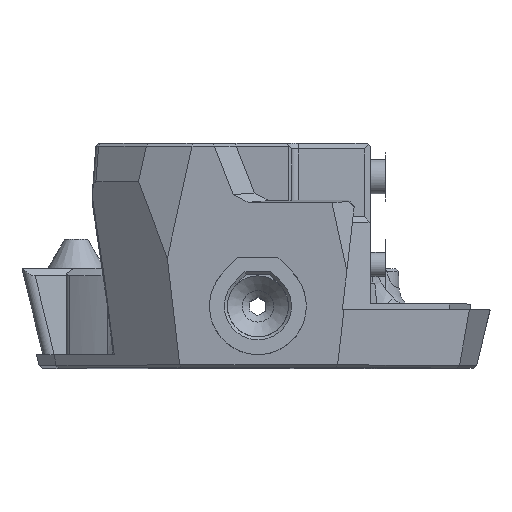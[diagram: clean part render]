
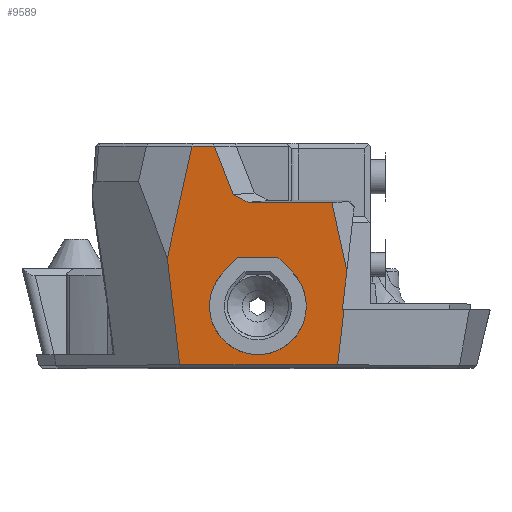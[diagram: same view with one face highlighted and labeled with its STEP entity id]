
A CAD part, top view. The second image highlights one B-rep face of the part: STEP entity #9589.
In plain terms, the highlighted planar face has unit normal (0, -0.087, 0.996).
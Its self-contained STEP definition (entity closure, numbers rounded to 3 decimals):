
#237=ELLIPSE('',#10105,6.624,6.599);
#377=FACE_BOUND('',#1590,.T.);
#572=PLANE('',#10298);
#1016=FACE_OUTER_BOUND('',#1589,.T.);
#1589=EDGE_LOOP('',(#7866,#7867,#7868,#7869,#7870,#7871,#7872,#7873,#7874,
#7875,#7876,#7877));
#1590=EDGE_LOOP('',(#7878,#7879,#7880,#7881));
#2180=LINE('',#14909,#3129);
#2183=LINE('',#14915,#3132);
#2186=LINE('',#14920,#3135);
#2409=LINE('',#16546,#3358);
#2412=LINE('',#16551,#3361);
#2413=LINE('',#16554,#3362);
#2415=LINE('',#16558,#3364);
#2417=LINE('',#16562,#3366);
#2419=LINE('',#16566,#3368);
#2421=LINE('',#16570,#3370);
#2423=LINE('',#16574,#3372);
#2425=LINE('',#16578,#3374);
#2429=LINE('',#16585,#3378);
#2430=LINE('',#16587,#3379);
#2431=LINE('',#16589,#3380);
#3129=VECTOR('',#11495,10.);
#3132=VECTOR('',#11500,10.);
#3135=VECTOR('',#11505,10.);
#3358=VECTOR('',#12084,10.);
#3361=VECTOR('',#12089,10.);
#3362=VECTOR('',#12092,10.);
#3364=VECTOR('',#12096,10.);
#3366=VECTOR('',#12100,10.);
#3368=VECTOR('',#12104,10.);
#3370=VECTOR('',#12108,10.);
#3372=VECTOR('',#12112,10.);
#3374=VECTOR('',#12116,10.);
#3378=VECTOR('',#12122,10.);
#3379=VECTOR('',#12125,10.);
#3380=VECTOR('',#12128,10.);
#4397=VERTEX_POINT('',#14900);
#4398=VERTEX_POINT('',#14902);
#4400=VERTEX_POINT('',#14908);
#4402=VERTEX_POINT('',#14914);
#4613=VERTEX_POINT('',#16543);
#4614=VERTEX_POINT('',#16545);
#4615=VERTEX_POINT('',#16549);
#4616=VERTEX_POINT('',#16553);
#4617=VERTEX_POINT('',#16557);
#4618=VERTEX_POINT('',#16561);
#4619=VERTEX_POINT('',#16565);
#4620=VERTEX_POINT('',#16569);
#4621=VERTEX_POINT('',#16573);
#4622=VERTEX_POINT('',#16577);
#4623=VERTEX_POINT('',#16581);
#4624=VERTEX_POINT('',#16583);
#5436=EDGE_CURVE('',#4398,#4397,#237,.T.);
#5439=EDGE_CURVE('',#4397,#4400,#2180,.T.);
#5442=EDGE_CURVE('',#4400,#4402,#2183,.T.);
#5445=EDGE_CURVE('',#4402,#4398,#2186,.T.);
#5779=EDGE_CURVE('',#4613,#4614,#2409,.T.);
#5782=EDGE_CURVE('',#4615,#4614,#2412,.F.);
#5783=EDGE_CURVE('',#4615,#4616,#2413,.T.);
#5785=EDGE_CURVE('',#4616,#4617,#2415,.T.);
#5787=EDGE_CURVE('',#4618,#4617,#2417,.F.);
#5789=EDGE_CURVE('',#4619,#4618,#2419,.T.);
#5791=EDGE_CURVE('',#4620,#4619,#2421,.F.);
#5793=EDGE_CURVE('',#4620,#4621,#2423,.T.);
#5795=EDGE_CURVE('',#4621,#4622,#2425,.T.);
#5799=EDGE_CURVE('',#4623,#4624,#2429,.T.);
#5800=EDGE_CURVE('',#4613,#4623,#2430,.T.);
#5801=EDGE_CURVE('',#4624,#4622,#2431,.F.);
#7866=ORIENTED_EDGE('',*,*,#5800,.T.);
#7867=ORIENTED_EDGE('',*,*,#5799,.T.);
#7868=ORIENTED_EDGE('',*,*,#5801,.T.);
#7869=ORIENTED_EDGE('',*,*,#5795,.F.);
#7870=ORIENTED_EDGE('',*,*,#5793,.F.);
#7871=ORIENTED_EDGE('',*,*,#5791,.T.);
#7872=ORIENTED_EDGE('',*,*,#5789,.T.);
#7873=ORIENTED_EDGE('',*,*,#5787,.T.);
#7874=ORIENTED_EDGE('',*,*,#5785,.F.);
#7875=ORIENTED_EDGE('',*,*,#5783,.F.);
#7876=ORIENTED_EDGE('',*,*,#5782,.T.);
#7877=ORIENTED_EDGE('',*,*,#5779,.F.);
#7878=ORIENTED_EDGE('',*,*,#5436,.T.);
#7879=ORIENTED_EDGE('',*,*,#5439,.T.);
#7880=ORIENTED_EDGE('',*,*,#5442,.T.);
#7881=ORIENTED_EDGE('',*,*,#5445,.T.);
#9589=ADVANCED_FACE('',(#1016,#377),#572,.T.);
#10105=AXIS2_PLACEMENT_3D('',#14903,#11488,#11489);
#10298=AXIS2_PLACEMENT_3D('',#16588,#12126,#12127);
#11488=DIRECTION('center_axis',(0.,0.087,
-0.996));
#11489=DIRECTION('ref_axis',(0.,-0.996,-0.087));
#11495=DIRECTION('',(0.706,0.706,0.062));
#11500=DIRECTION('',(1.,0.,0.));
#11505=DIRECTION('',(0.706,-0.706,-0.062));
#12084=DIRECTION('',(-0.114,0.99,0.087));
#12089=DIRECTION('',(0.214,0.973,0.085));
#12092=DIRECTION('',(0.955,0.296,0.026));
#12096=DIRECTION('',(1.,0.,0.));
#12100=DIRECTION('',(0.36,-0.929,-0.081));
#12104=DIRECTION('',(-0.888,0.459,0.04));
#12108=DIRECTION('',(1.,0.,0.));
#12112=DIRECTION('',(0.214,-0.973,-0.085));
#12116=DIRECTION('',(-0.114,-0.99,-0.087));
#12122=DIRECTION('',(0.114,0.99,0.087));
#12125=DIRECTION('',(1.,0.,0.));
#12126=DIRECTION('center_axis',(0.,-0.087,
0.996));
#12127=DIRECTION('ref_axis',(1.,0.,0.));
#12128=DIRECTION('',(1.,0.,0.));
#14900=CARTESIAN_POINT('',(-4.666,4.866,130.302));
#14902=CARTESIAN_POINT('',(4.666,4.866,130.302));
#14903=CARTESIAN_POINT('Origin',(0.,0.2,
129.893));
#14908=CARTESIAN_POINT('',(-2.733,6.798,130.471));
#14909=CARTESIAN_POINT('',(-3.711,5.821,130.385));
#14914=CARTESIAN_POINT('',(2.733,6.798,130.471));
#14915=CARTESIAN_POINT('',(1.282,6.798,130.471));
#14920=CARTESIAN_POINT('',(4.59,4.942,130.308));
#16543=CARTESIAN_POINT('',(-10.664,-7.802,129.193));
#16545=CARTESIAN_POINT('',(-12.342,6.743,130.466));
#16546=CARTESIAN_POINT('',(-11.444,-1.046,129.784));
#16549=CARTESIAN_POINT('',(-8.989,22.,131.801));
#16551=CARTESIAN_POINT('',(-11.395,11.053,130.843));
#16553=CARTESIAN_POINT('',(-8.984,22.002,131.801));
#16554=CARTESIAN_POINT('',(-12.684,20.853,131.7));
#16557=CARTESIAN_POINT('',(-5.926,22.002,131.801));
#16558=CARTESIAN_POINT('',(-3.588,22.002,131.801));
#16561=CARTESIAN_POINT('',(-3.369,15.407,131.224));
#16562=CARTESIAN_POINT('',(-0.215,7.273,130.512));
#16565=CARTESIAN_POINT('',(-1.34,14.359,131.132));
#16566=CARTESIAN_POINT('',(6.918,10.093,130.759));
#16569=CARTESIAN_POINT('',(10.068,14.359,131.132));
#16570=CARTESIAN_POINT('',(2.599,14.359,131.132));
#16573=CARTESIAN_POINT('',(12.119,5.027,130.316));
#16574=CARTESIAN_POINT('',(9.39,17.444,131.402));
#16577=CARTESIAN_POINT('',(11.51,-0.259,129.853));
#16578=CARTESIAN_POINT('',(11.767,1.975,130.049));
#16581=CARTESIAN_POINT('',(10.865,-7.802,129.193));
#16583=CARTESIAN_POINT('',(11.735,-0.259,129.853));
#16585=CARTESIAN_POINT('',(12.131,3.174,130.154));
#16587=CARTESIAN_POINT('',(-0.073,-7.802,129.193));
#16588=CARTESIAN_POINT('Origin',(-0.168,0.303,129.902));
#16589=CARTESIAN_POINT('',(10.388,-0.259,129.853));
